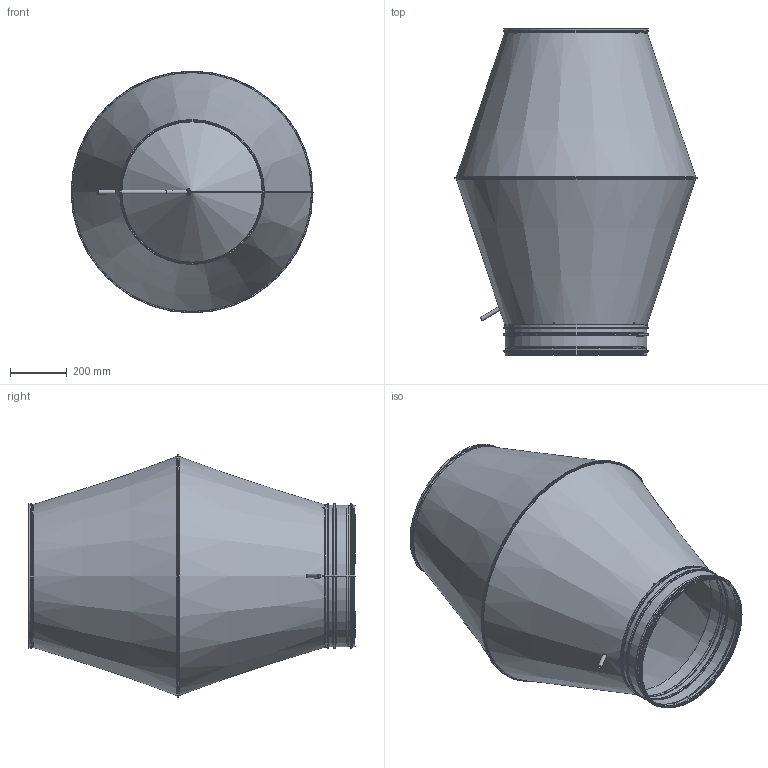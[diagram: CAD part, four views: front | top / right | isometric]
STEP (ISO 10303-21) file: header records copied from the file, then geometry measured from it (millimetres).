
FILE_DESCRIPTION(/* description */ ('Underdel HJH'),/* implementation_level */ '2;1');
FILE_NAME(/* name */ 'HJH-08.stp',/* time_stamp */ '2016-04-01T08:54:05+02:00',/* author */ ('CAD'),/* organization */ (''),/* preprocessor_version */ 'ST-DEVELOPER v15.6',/* originating_system */ 'Autodesk Inventor 2015',/* authorisation */ '');
FILE_SCHEMA (('AUTOMOTIVE_DESIGN { 1 0 10303 214 3 1 1 }'));
Length unit declared in the file: millimetre
Products named in the file (11): HJH-AA-08; HJH-AB-08; HJH-AC-08; HJH-AD-08; Slang-HJH-500; Slangklämma; BlindnitmutterM6; HSGTillHJHRörämne-500; 999010; HSGTillHJH-500; HJH-08
Bounding box: 851.3 x 1147.46 x 851.3 mm (x, y, z)
Volume: 2204096.4 mm3; surface area: 6337170.2 mm2
Topology: 13 solids, 13 shells, 346 faces, 735 edges, 408 vertices
Faces by surface type: plane 179, cylinder 73, torus 48, cone 40, bspline 6
Full cylindrical faces by diameter (mm): 10 x3, 14 x2, 492.95 x1, 493.95 x1, 495.15 x1, 497.75 x7, 498.75 x5, 500.15 x1, 500.5 x1, 501.9 x1, 504.15 x1, 506.5 x1, 507.9 x1, 509.15 x1, 838 x2, 839.4 x2, 840 x1, 848 x1
Entity records: 8815 total; most frequent: CARTESIAN_POINT 1954, DIRECTION 1472, ORIENTED_EDGE 1202, EDGE_CURVE 601, AXIS2_PLACEMENT_3D 594, VERTEX_POINT 343, EDGE_LOOP 326, FACE_OUTER_BOUND 290
